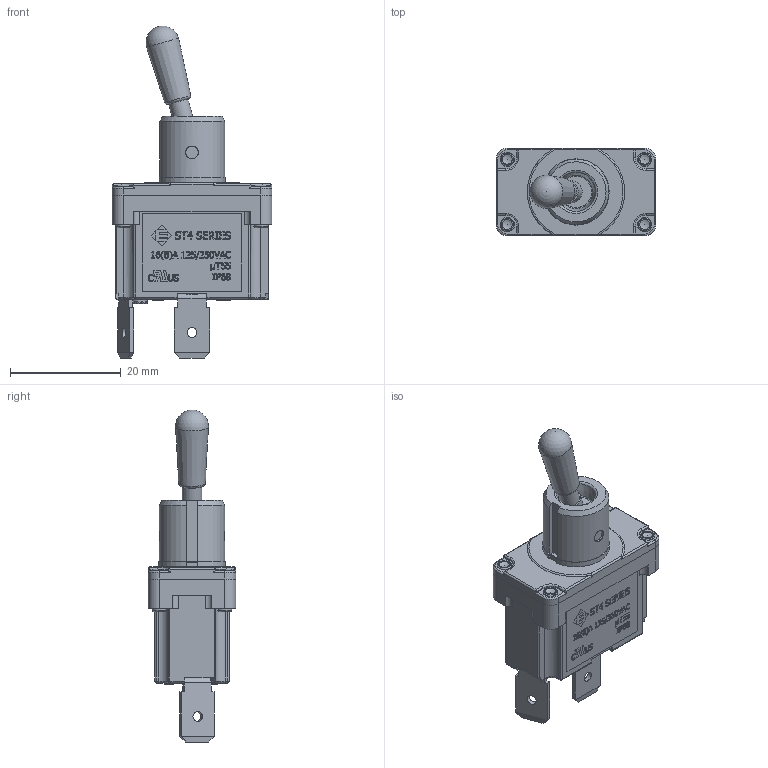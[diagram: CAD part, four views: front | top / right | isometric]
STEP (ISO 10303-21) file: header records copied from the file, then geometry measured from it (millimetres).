
FILE_DESCRIPTION(/* description */ (''),/* implementation_level */ '2;1');
FILE_NAME(/* name */ 'ST4SP2xT1C2.stp',/* time_stamp */ '2026-01-18T20:22:40-06:00',/* author */ ('jmeyers'),/* organization */ (''),/* preprocessor_version */ 'ST-DEVELOPER v18.1',/* originating_system */ 'Autodesk Inventor 2022',/* authorisation */ '');
FILE_SCHEMA (('AUTOMOTIVE_DESIGN { 1 0 10303 214 3 1 1 }'));
Length unit declared in the file: inch
Products named in the file (1): Part61
Bounding box: 28.8 x 15.8 x 59.9 mm (x, y, z)
Volume: 9110.7 mm3; surface area: 4418.3 mm2
Topology: 1 solids, 4 shells, 1185 faces, 3094 edges, 1970 vertices
Faces by surface type: plane 545, bspline 361, cylinder 209, sphere 34, torus 32, cone 4
Full cylindrical faces by diameter (mm): 1.8 x2, 2 x3, 2.3 x2, 2.5 x4, 2.55 x1, 2.6 x4, 2.8 x2, 3.6 x1, 4.1 x1, 8 x1
Entity records: 39249 total; most frequent: CARTESIAN_POINT 12454, ORIENTED_EDGE 6128, DIRECTION 4459, EDGE_CURVE 3064, VERTEX_POINT 1970, LINE 1815, VECTOR 1815, AXIS2_PLACEMENT_3D 1322
